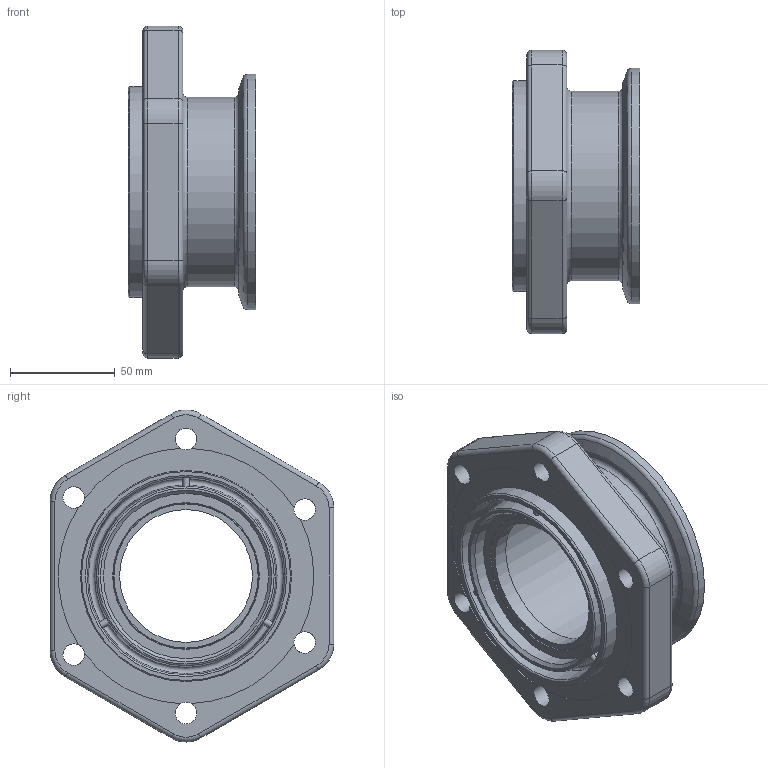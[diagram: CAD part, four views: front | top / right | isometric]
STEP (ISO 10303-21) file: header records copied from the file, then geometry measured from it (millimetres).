
FILE_DESCRIPTION(/* description */ ('3" STANDARD PORT MANIFOLD ENDPLATE, MACHINED'),/* implementation_level */ '2;1');
FILE_NAME(/* name */ 'MV30264.stp',/* time_stamp */ '2019-12-19T11:02:39-05:00',/* author */ ('MEG'),/* organization */ (''),/* preprocessor_version */ 'ST-DEVELOPER v17.2',/* originating_system */ 'Autodesk Inventor 2019',/* authorisation */ '');
FILE_SCHEMA (('AUTOMOTIVE_DESIGN { 1 0 10303 214 3 1 1 }'));
Length unit declared in the file: inch
Products named in the file (2): MV30264; MV30264X
Assembly tree (1 placements, depth 2):
  MV30264
    MV30264X
Bounding box: 61.09 x 135.51 x 158.65 mm (x, y, z)
Volume: 323569.2 mm3; surface area: 76467.8 mm2
Topology: 1 solids, 1 shells, 92 faces, 267 edges, 180 vertices
Faces by surface type: cylinder 40, plane 23, torus 22, cone 7
Full cylindrical faces by diameter (mm): 10.312 x6, 63.5 x1, 76.2 x1, 78.918 x1, 90.487 x1, 94.996 x1, 100.838 x1, 112.522 x1
Entity records: 3431 total; most frequent: CARTESIAN_POINT 770, DIRECTION 602, ORIENTED_EDGE 534, EDGE_CURVE 267, AXIS2_PLACEMENT_3D 258, VERTEX_POINT 180, CIRCLE 163, EDGE_LOOP 109
